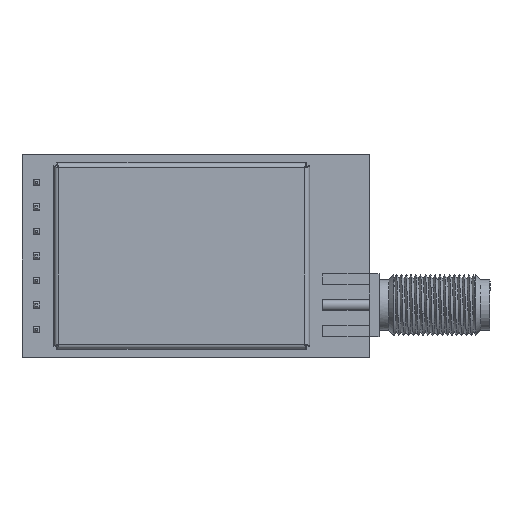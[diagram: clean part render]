
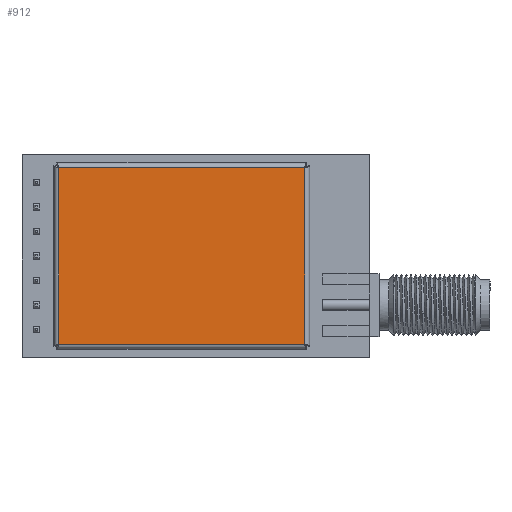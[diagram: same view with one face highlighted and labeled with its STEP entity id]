
A CAD part, top view. The second image highlights one B-rep face of the part: STEP entity #912.
In plain terms, the highlighted planar face has unit normal (0, 0, 1).
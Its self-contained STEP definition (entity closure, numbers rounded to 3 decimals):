
#912=ADVANCED_FACE('',(#1730),#1731,.T.);
#1730=FACE_OUTER_BOUND('',#3902,.T.);
#1731=PLANE('',#3903);
#3902=EDGE_LOOP('',(#5772,#5773,#5774,#5775));
#3903=AXIS2_PLACEMENT_3D('',#5776,#5777,#5778);
#5772=ORIENTED_EDGE('',*,*,#6708,.F.);
#5773=ORIENTED_EDGE('',*,*,#6721,.F.);
#5774=ORIENTED_EDGE('',*,*,#6722,.F.);
#5775=ORIENTED_EDGE('',*,*,#6723,.F.);
#5776=CARTESIAN_POINT('',(-50.8,-50.8,1.65));
#5777=DIRECTION('',(0.0,0.0,1.0));
#5778=DIRECTION('',(1.0,0.0,0.0));
#6708=EDGE_CURVE('',#7853,#7831,#7855,.T.);
#6721=EDGE_CURVE('',#7816,#7853,#7873,.T.);
#6722=EDGE_CURVE('',#7874,#7816,#7875,.T.);
#6723=EDGE_CURVE('',#7831,#7874,#7876,.T.);
#7816=VERTEX_POINT('',#10209);
#7831=VERTEX_POINT('',#10243);
#7853=VERTEX_POINT('',#10296);
#7855=LINE('',#10303,#10304);
#7873=LINE('',#10334,#10335);
#7874=VERTEX_POINT('',#10336);
#7875=LINE('',#10337,#10338);
#7876=LINE('',#10339,#10340);
#10209=CARTESIAN_POINT('',(-50.3,-50.3,1.65));
#10243=CARTESIAN_POINT('',(-32.0,-24.8,1.65));
#10296=CARTESIAN_POINT('',(-50.3,-24.8,1.65));
#10303=CARTESIAN_POINT('',(-50.3,-24.8,1.65));
#10304=VECTOR('',#10979,1.0);
#10334=CARTESIAN_POINT('',(-50.3,-50.3,1.65));
#10335=VECTOR('',#10987,1.0);
#10336=CARTESIAN_POINT('',(-32.0,-50.3,1.65));
#10337=CARTESIAN_POINT('',(-32.0,-50.3,1.65));
#10338=VECTOR('',#10988,1.0);
#10339=CARTESIAN_POINT('',(-32.0,-24.8,1.65));
#10340=VECTOR('',#10989,1.0);
#10979=DIRECTION('',(1.0,0.0,0.0));
#10987=DIRECTION('',(0.0,1.0,0.0));
#10988=DIRECTION('',(-1.0,0.0,0.0));
#10989=DIRECTION('',(0.0,-1.0,0.0));
